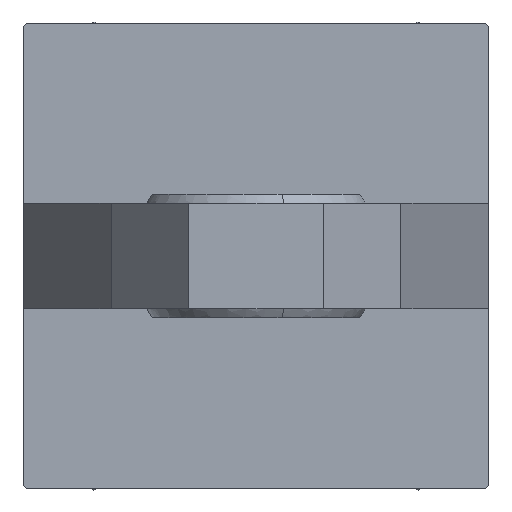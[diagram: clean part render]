
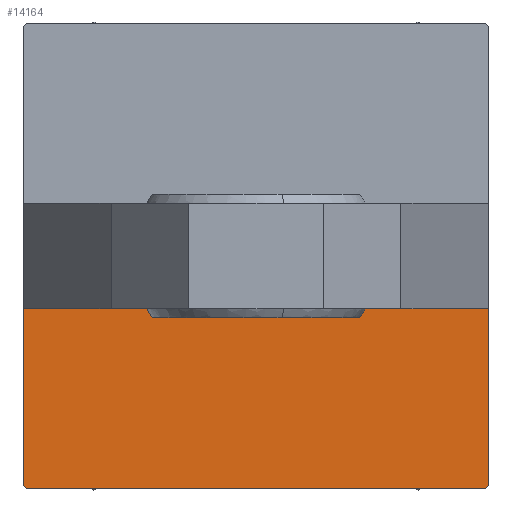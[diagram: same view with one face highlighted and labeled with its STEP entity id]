
A CAD part, left-side view. The second image highlights one B-rep face of the part: STEP entity #14164.
In plain terms, the highlighted planar face has unit normal (-1, 0, 0).
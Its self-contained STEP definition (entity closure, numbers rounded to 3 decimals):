
#170 = EDGE_CURVE ( 'NONE', #45815, #5735, #34982, .T. ) ;
#357 = CARTESIAN_POINT ( 'NONE',  ( 0., -8.5, -37.5 ) ) ;
#439 = VECTOR ( 'NONE', #20445, 1000. ) ;
#1037 = EDGE_CURVE ( 'NONE', #5735, #50656, #45211, .T. ) ;
#4092 = EDGE_CURVE ( 'NONE', #8132, #47294, #18044, .T. ) ;
#5735 = VERTEX_POINT ( 'NONE', #357 ) ;
#6200 = EDGE_CURVE ( 'NONE', #50656, #46897, #27642, .T. ) ;
#6666 = DIRECTION ( 'NONE',  ( 0., 0., -1. ) ) ;
#7692 = VECTOR ( 'NONE', #28083, 1000. ) ;
#8132 = VERTEX_POINT ( 'NONE', #34847 ) ;
#8836 = AXIS2_PLACEMENT_3D ( 'NONE', #9246, #17198, #21040 ) ;
#9246 = CARTESIAN_POINT ( 'NONE',  ( 0., 0., 0. ) ) ;
#9386 = CARTESIAN_POINT ( 'NONE',  ( 0., 37.5, 37.5 ) ) ;
#10353 = CARTESIAN_POINT ( 'NONE',  ( 0., -37.25, 37.25 ) ) ;
#11555 = ORIENTED_EDGE ( 'NONE', *, *, #48202, .F. ) ;
#13357 = CARTESIAN_POINT ( 'NONE',  ( 0., -37., -37.5 ) ) ;
#14164 = ADVANCED_FACE ( 'NONE', ( #32592 ), #32084, .T. ) ;
#17198 = DIRECTION ( 'NONE',  ( -1., 0., 0. ) ) ;
#17665 = VECTOR ( 'NONE', #6666, 1000. ) ;
#17952 = LINE ( 'NONE', #41792, #17665 ) ;
#18044 = LINE ( 'NONE', #10353, #43030 ) ;
#20445 = DIRECTION ( 'NONE',  ( 0., -0.707, 0.707 ) ) ;
#21040 = DIRECTION ( 'NONE',  ( 0., 0., 1. ) ) ;
#24249 = CARTESIAN_POINT ( 'NONE',  ( 0., -37., 37.5 ) ) ;
#24253 = CARTESIAN_POINT ( 'NONE',  ( 0., 37.5, -37.5 ) ) ;
#25042 = DIRECTION ( 'NONE',  ( 0., -1., 0. ) ) ;
#25767 = CARTESIAN_POINT ( 'NONE',  ( 0., -37.5, -37. ) ) ;
#26823 = ORIENTED_EDGE ( 'NONE', *, *, #1037, .T. ) ;
#27642 = LINE ( 'NONE', #27891, #439 ) ;
#27891 = CARTESIAN_POINT ( 'NONE',  ( 0., -37.25, -37.25 ) ) ;
#28083 = DIRECTION ( 'NONE',  ( 0., -1., 0. ) ) ;
#28876 = LINE ( 'NONE', #9386, #44178 ) ;
#30732 = CARTESIAN_POINT ( 'NONE',  ( 0., -8.5, 37.5 ) ) ;
#32084 = PLANE ( 'NONE',  #8836 ) ;
#32592 = FACE_OUTER_BOUND ( 'NONE', #35330, .T. ) ;
#33069 = VECTOR ( 'NONE', #39351, 1000. ) ;
#34847 = CARTESIAN_POINT ( 'NONE',  ( 0., -37.5, 37. ) ) ;
#34982 = LINE ( 'NONE', #38843, #33069 ) ;
#35330 = EDGE_LOOP ( 'NONE', ( #36266, #41601, #26823, #48672, #11555, #48561 ) ) ;
#36266 = ORIENTED_EDGE ( 'NONE', *, *, #44552, .F. ) ;
#38843 = CARTESIAN_POINT ( 'NONE',  ( 0., -8.5, 37.5 ) ) ;
#39351 = DIRECTION ( 'NONE',  ( 0., 0., -1. ) ) ;
#41601 = ORIENTED_EDGE ( 'NONE', *, *, #170, .T. ) ;
#41641 = DIRECTION ( 'NONE',  ( 0., 0.707, 0.707 ) ) ;
#41792 = CARTESIAN_POINT ( 'NONE',  ( 0., -37.5, 37.5 ) ) ;
#43030 = VECTOR ( 'NONE', #41641, 1000. ) ;
#44178 = VECTOR ( 'NONE', #25042, 1000. ) ;
#44552 = EDGE_CURVE ( 'NONE', #45815, #47294, #28876, .T. ) ;
#45211 = LINE ( 'NONE', #24253, #7692 ) ;
#45815 = VERTEX_POINT ( 'NONE', #30732 ) ;
#46897 = VERTEX_POINT ( 'NONE', #25767 ) ;
#47294 = VERTEX_POINT ( 'NONE', #24249 ) ;
#48202 = EDGE_CURVE ( 'NONE', #8132, #46897, #17952, .T. ) ;
#48561 = ORIENTED_EDGE ( 'NONE', *, *, #4092, .T. ) ;
#48672 = ORIENTED_EDGE ( 'NONE', *, *, #6200, .T. ) ;
#50656 = VERTEX_POINT ( 'NONE', #13357 ) ;
